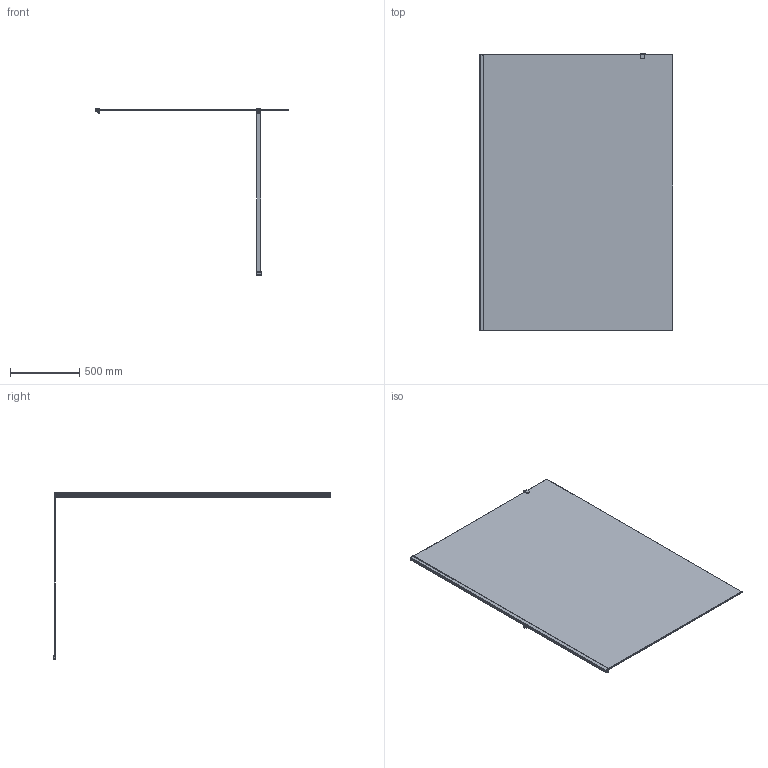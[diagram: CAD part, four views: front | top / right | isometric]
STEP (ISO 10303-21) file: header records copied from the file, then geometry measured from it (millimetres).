
FILE_DESCRIPTION (( 'STEP AP214' ), '1' );
FILE_NAME ('1.STEP', '2020-12-15T12:11:58', ( '' ), ( '' ), 'SwSTEP 2.0', 'SolidWorks 2010', '' );
FILE_SCHEMA (( 'AUTOMOTIVE_DESIGN' ));
Length unit declared in the file: millimetre
Products named in the file (14): Bottom seal for fixed glass; LW-1021; Fixed glass1400X2000; LW-1421; 8mmDBJT; 10X30-1150; LW-3518; LP-3075; 10mmDBJT; Straight bracing bar; LP-3074; 1; LP-3084; LW-C
Assembly tree (13 placements, depth 3):
  1
    LP-3084
    8mmDBJT
    Bottom seal for fixed glass
    Straight bracing bar
      LW-3518
      LP-3074
      LW-1421
      10X30-1150
      LP-3075
      LW-1021
    Fixed glass1400X2000
    LW-C
    10mmDBJT
Bounding box: 1399.5 x 2009.5 x 1215 mm (x, y, z)
Volume: 28439044.7 mm3; surface area: 6682198.9 mm2
Topology: 13 solids, 13 shells, 872 faces, 2178 edges, 1348 vertices
Faces by surface type: plane 426, cylinder 191, bspline 161, torus 54, sphere 32, cone 8
Entity records: 42069 total; most frequent: CARTESIAN_POINT 20784, ORIENTED_EDGE 4288, DIRECTION 3696, EDGE_CURVE 2144, LINE 1364, VECTOR 1364, VERTEX_POINT 1348, AXIS2_PLACEMENT_3D 1166
